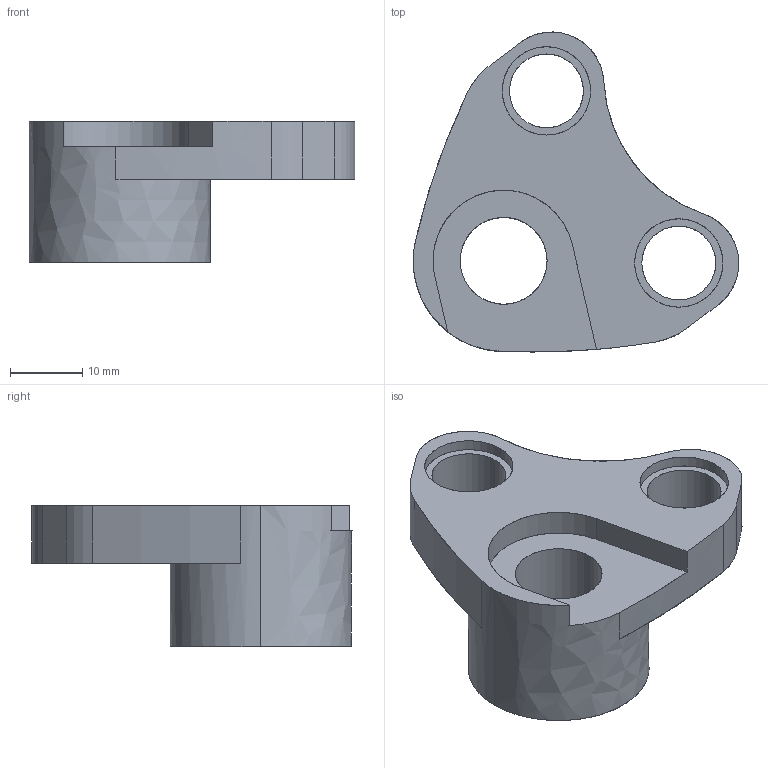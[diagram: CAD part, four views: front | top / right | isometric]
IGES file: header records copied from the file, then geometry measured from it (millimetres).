
Start section: SolidWorks IGES file using analytic representation for surfaces
Global section: file name: 3289-C43L.IGS; native system: SolidWorks 2011; preprocessor: SolidWorks 2011; author: user; date: 140312.143842; units: millimetre
Bounding box: 45 x 44.22 x 19.5 mm (x, y, z)
Surface area: 5340.8 mm2 (no closed solid volume)
Topology: 0 solids, 0 shells, 32 faces, 653 edges, 653 vertices
Faces by surface type: revolution 21, bspline 11
